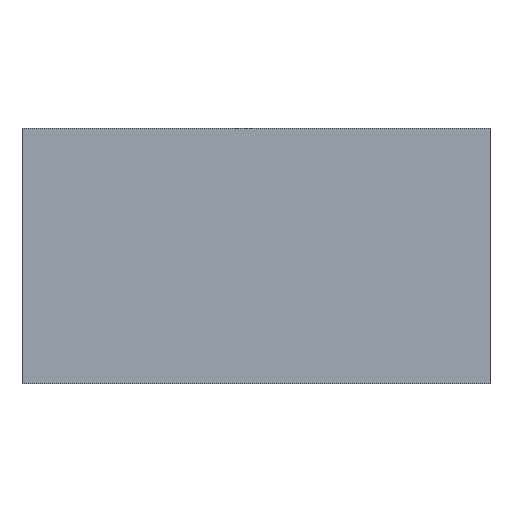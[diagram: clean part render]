
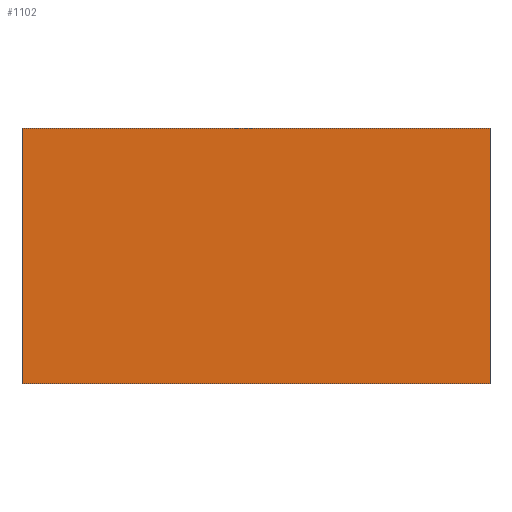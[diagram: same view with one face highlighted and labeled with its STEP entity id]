
A CAD part, front view. The second image highlights one B-rep face of the part: STEP entity #1102.
In plain terms, the highlighted planar face has unit normal (0, -1, 0).
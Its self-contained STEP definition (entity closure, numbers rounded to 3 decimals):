
#46 = VERTEX_POINT ( 'NONE', #312 ) ;
#57 = EDGE_CURVE ( 'NONE', #526, #1243, #751, .T. ) ;
#90 = CARTESIAN_POINT ( 'NONE',  ( 0., 0., 0. ) ) ;
#104 = DIRECTION ( 'NONE',  ( 0., -1., 0. ) ) ;
#112 = PLANE ( 'NONE',  #172 ) ;
#172 = AXIS2_PLACEMENT_3D ( 'NONE', #803, #104, #214 ) ;
#197 = FACE_OUTER_BOUND ( 'NONE', #1100, .T. ) ;
#214 = DIRECTION ( 'NONE',  ( 0., 0., -1. ) ) ;
#219 = DIRECTION ( 'NONE',  ( 0., 0., -1. ) ) ;
#312 = CARTESIAN_POINT ( 'NONE',  ( 0., 0., -20. ) ) ;
#348 = CARTESIAN_POINT ( 'NONE',  ( 0., 0., 0. ) ) ;
#373 = LINE ( 'NONE', #348, #837 ) ;
#385 = EDGE_CURVE ( 'NONE', #46, #403, #1195, .T. ) ;
#403 = VERTEX_POINT ( 'NONE', #90 ) ;
#404 = DIRECTION ( 'NONE',  ( -1., 0., 0. ) ) ;
#432 = VECTOR ( 'NONE', #1059, 1000. ) ;
#443 = VECTOR ( 'NONE', #404, 1000. ) ;
#460 = VECTOR ( 'NONE', #219, 1000. ) ;
#471 = CARTESIAN_POINT ( 'NONE',  ( 0., 0., 0. ) ) ;
#526 = VERTEX_POINT ( 'NONE', #687 ) ;
#554 = ORIENTED_EDGE ( 'NONE', *, *, #57, .F. ) ;
#588 = LINE ( 'NONE', #1170, #443 ) ;
#667 = ORIENTED_EDGE ( 'NONE', *, *, #385, .F. ) ;
#687 = CARTESIAN_POINT ( 'NONE',  ( 36.6, 0., 0. ) ) ;
#696 = ORIENTED_EDGE ( 'NONE', *, *, #1020, .F. ) ;
#734 = ORIENTED_EDGE ( 'NONE', *, *, #802, .F. ) ;
#751 = LINE ( 'NONE', #991, #460 ) ;
#802 = EDGE_CURVE ( 'NONE', #403, #526, #373, .T. ) ;
#803 = CARTESIAN_POINT ( 'NONE',  ( 0., 0., 0. ) ) ;
#837 = VECTOR ( 'NONE', #1135, 1000. ) ;
#991 = CARTESIAN_POINT ( 'NONE',  ( 36.6, 0., 0. ) ) ;
#1020 = EDGE_CURVE ( 'NONE', #1243, #46, #588, .T. ) ;
#1059 = DIRECTION ( 'NONE',  ( 0., 0., 1. ) ) ;
#1100 = EDGE_LOOP ( 'NONE', ( #667, #696, #554, #734 ) ) ;
#1102 = ADVANCED_FACE ( 'NONE', ( #197 ), #112, .T. ) ;
#1135 = DIRECTION ( 'NONE',  ( 1., 0., 0. ) ) ;
#1170 = CARTESIAN_POINT ( 'NONE',  ( 0., 0., -20. ) ) ;
#1195 = LINE ( 'NONE', #471, #432 ) ;
#1207 = CARTESIAN_POINT ( 'NONE',  ( 36.6, 0., -20. ) ) ;
#1243 = VERTEX_POINT ( 'NONE', #1207 ) ;
